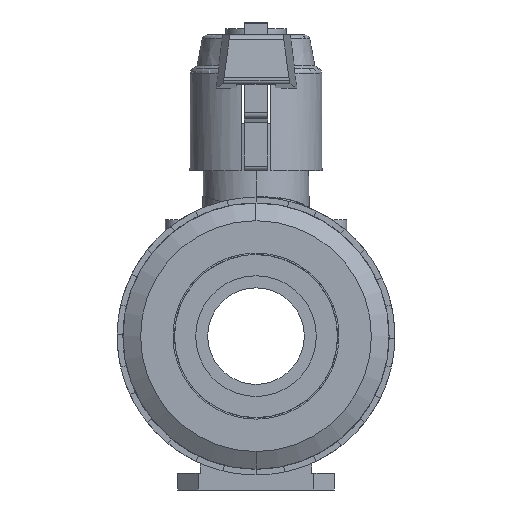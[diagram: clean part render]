
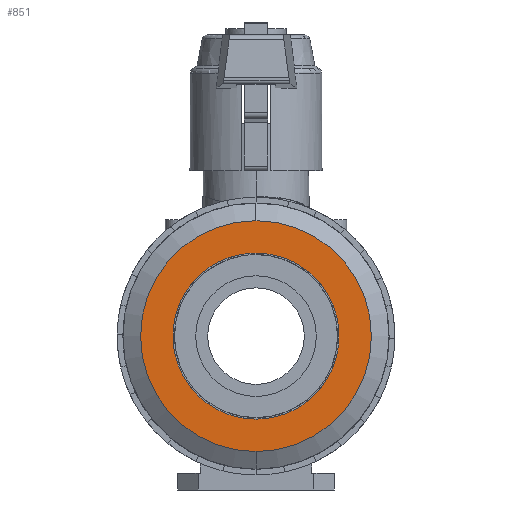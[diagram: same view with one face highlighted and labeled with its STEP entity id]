
A CAD part, left-side view. The second image highlights one B-rep face of the part: STEP entity #851.
In plain terms, the highlighted planar face has unit normal (-1, 0, 0).
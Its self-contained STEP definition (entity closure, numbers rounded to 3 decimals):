
#851=ADVANCED_FACE('',(#1997,#1998),#1999,.T.);
#1997=FACE_BOUND('',#3449,.T.);
#1998=FACE_OUTER_BOUND('',#3450,.T.);
#1999=PLANE('',#3451);
#3449=EDGE_LOOP('',(#6223,#6224));
#3450=EDGE_LOOP('',(#6225,#6226));
#3451=AXIS2_PLACEMENT_3D('',#6227,#6228,#6229);
#6223=ORIENTED_EDGE('',*,*,#9744,.T.);
#6224=ORIENTED_EDGE('',*,*,#9346,.T.);
#6225=ORIENTED_EDGE('',*,*,#9305,.F.);
#6226=ORIENTED_EDGE('',*,*,#9919,.F.);
#6227=CARTESIAN_POINT('',(-54.0,0.0,31.875));
#6228=DIRECTION('',(-1.0,0.0,0.0));
#6229=DIRECTION('',(0.0,0.0,1.0));
#9305=EDGE_CURVE('',#11429,#11432,#11433,.T.);
#9346=EDGE_CURVE('',#11510,#11507,#11511,.T.);
#9744=EDGE_CURVE('',#11507,#11510,#12109,.T.);
#9919=EDGE_CURVE('',#11432,#11429,#12338,.T.);
#11429=VERTEX_POINT('',#14331);
#11432=VERTEX_POINT('',#14335);
#11433=CIRCLE('',#14336,38.25);
#11507=VERTEX_POINT('',#14429);
#11510=VERTEX_POINT('',#14433);
#11511=CIRCLE('',#14434,27.5);
#12109=CIRCLE('',#15585,27.5);
#12338=CIRCLE('',#15898,38.25);
#14331=CARTESIAN_POINT('',(-54.0,0.0,12.75));
#14335=CARTESIAN_POINT('',(-54.0,0.,89.25));
#14336=AXIS2_PLACEMENT_3D('',#18647,#18648,#18649);
#14429=CARTESIAN_POINT('',(-54.0,0.0,23.5));
#14433=CARTESIAN_POINT('',(-54.0,0.,78.5));
#14434=AXIS2_PLACEMENT_3D('',#18721,#18722,#18723);
#15585=AXIS2_PLACEMENT_3D('',#19154,#19155,#19156);
#15898=AXIS2_PLACEMENT_3D('',#19334,#19335,#19336);
#18647=CARTESIAN_POINT('',(-54.0,0.0,51.0));
#18648=DIRECTION('',(1.0,0.0,0.0));
#18649=DIRECTION('',(0.0,0.0,-1.0));
#18721=CARTESIAN_POINT('',(-54.0,0.0,51.0));
#18722=DIRECTION('',(1.0,-0.0,0.0));
#18723=DIRECTION('',(0.0,0.0,-1.0));
#19154=CARTESIAN_POINT('',(-54.0,0.0,51.0));
#19155=DIRECTION('',(1.0,-0.0,0.0));
#19156=DIRECTION('',(0.0,0.0,-1.0));
#19334=CARTESIAN_POINT('',(-54.0,0.0,51.0));
#19335=DIRECTION('',(1.0,0.0,0.0));
#19336=DIRECTION('',(0.0,0.0,-1.0));
